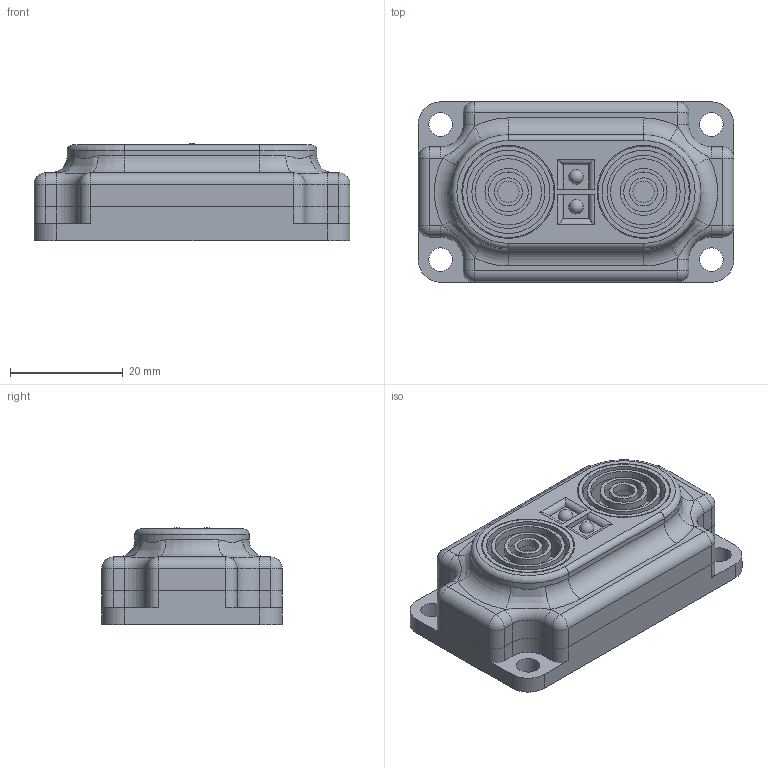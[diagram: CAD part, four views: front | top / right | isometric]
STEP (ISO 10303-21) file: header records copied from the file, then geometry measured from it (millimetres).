
FILE_DESCRIPTION( ( '' ), ' ' );
FILE_NAME( '57ec1da77c4ea910a0273d50.step', '2016-09-28T19:44:39', ( '' ), ( '' ), ' ', ' ', ' ' );
FILE_SCHEMA( ( 'AUTOMOTIVE_DESIGN { 1 0 10303 214 1 1 1 1 }' ) );
Length unit declared in the file: metre
Products named in the file (13): Assem1; 45-0216; Part 2; Part 3; Part 4; Part 5; Part 6; Part 7; Part 8; Part 9; Part 10; Part 11; 45-0201
Assembly tree (13 placements, depth 2):
  Assem1
    45-0216  x2
    Part 2
    Part 3
    Part 4
    Part 5
    Part 6
    Part 7
    Part 8
    Part 9
    Part 10
    Part 11
    45-0201
Bounding box: 56 x 32 x 17.22 mm (x, y, z)
Volume: 28450.2 mm3; surface area: 15640.9 mm2
Topology: 13 solids, 13 shells, 250 faces, 572 edges, 350 vertices
Faces by surface type: cylinder 114, plane 86, torus 24, sphere 18, bspline 8
Full cylindrical faces by diameter (mm): 3.786 x2, 4.2 x4, 4.977 x2, 7.078 x2, 8.301 x2, 11.75 x2, 12.06 x2, 12.951 x2, 14.751 x2, 16.21 x2, 16.5 x4
Entity records: 6433 total; most frequent: CARTESIAN_POINT 1246, DIRECTION 836, ORIENTED_EDGE 674, AXIS2_PLACEMENT_3D 342, EDGE_CURVE 337, VERTEX_POINT 225, EDGE_LOOP 218, FACE_OUTER_BOUND 187
